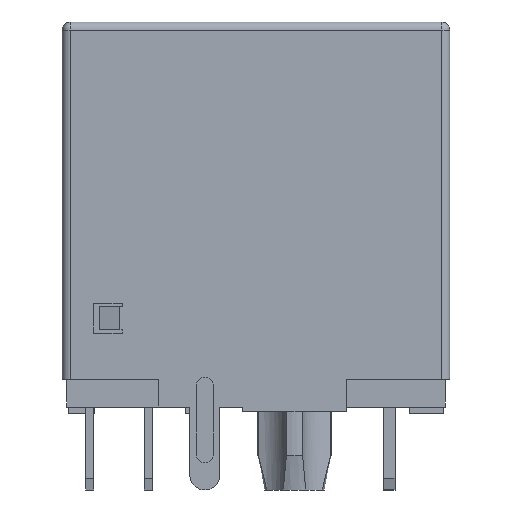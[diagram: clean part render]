
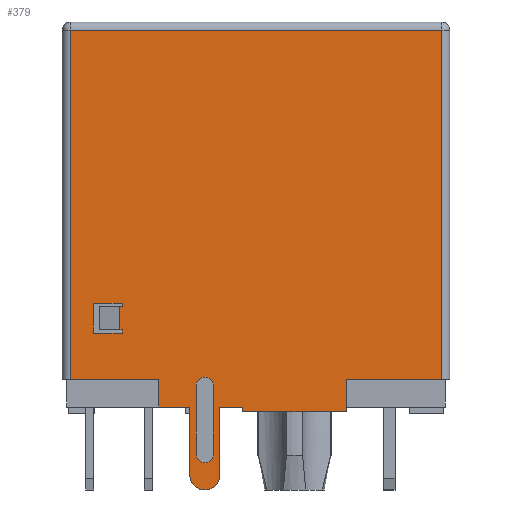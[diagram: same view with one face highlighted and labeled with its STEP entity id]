
A CAD part, left-side view. The second image highlights one B-rep face of the part: STEP entity #379.
In plain terms, the highlighted planar face has unit normal (-1, 0, 0).
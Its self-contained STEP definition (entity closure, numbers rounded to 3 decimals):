
#172=AXIS2_PLACEMENT_3D('Plane Axis2P3D',#169,#170,#171) ;
#213=AXIS2_PLACEMENT_3D('Circle Axis2P3D',#211,#212,$) ;
#299=AXIS2_PLACEMENT_3D('Circle Axis2P3D',#297,#298,$) ;
#313=AXIS2_PLACEMENT_3D('Circle Axis2P3D',#311,#312,$) ;
#134=CARTESIAN_POINT('Line Origine',(0.05,14.25,7.95)) ;
#138=CARTESIAN_POINT('Vertex',(0.05,14.3,7.95)) ;
#140=CARTESIAN_POINT('Vertex',(0.05,14.2,7.95)) ;
#169=CARTESIAN_POINT('Axis2P3D Location',(0.05,16.8,0.)) ;
#174=CARTESIAN_POINT('Line Origine',(0.05,16.45,12.375)) ;
#178=CARTESIAN_POINT('Vertex',(0.05,16.45,4.8)) ;
#180=CARTESIAN_POINT('Vertex',(0.05,16.45,19.95)) ;
#183=CARTESIAN_POINT('Line Origine',(0.05,14.537,4.8)) ;
#187=CARTESIAN_POINT('Vertex',(0.05,12.625,4.8)) ;
#190=CARTESIAN_POINT('Line Origine',(0.05,12.625,4.2)) ;
#194=CARTESIAN_POINT('Vertex',(0.05,12.625,3.6)) ;
#197=CARTESIAN_POINT('Line Origine',(0.05,11.948,3.6)) ;
#201=CARTESIAN_POINT('Vertex',(0.05,11.27,3.6)) ;
#204=CARTESIAN_POINT('Line Origine',(0.05,11.27,2.125)) ;
#208=CARTESIAN_POINT('Vertex',(0.05,11.27,0.65)) ;
#211=CARTESIAN_POINT('Axis2P3D Location',(0.05,10.62,0.65)) ;
#215=CARTESIAN_POINT('Vertex',(0.05,9.97,0.65)) ;
#218=CARTESIAN_POINT('Line Origine',(0.05,9.97,2.125)) ;
#222=CARTESIAN_POINT('Vertex',(0.05,9.97,3.6)) ;
#225=CARTESIAN_POINT('Line Origine',(0.05,9.475,3.6)) ;
#229=CARTESIAN_POINT('Vertex',(0.05,8.98,3.6)) ;
#232=CARTESIAN_POINT('Line Origine',(0.05,8.98,3.5)) ;
#236=CARTESIAN_POINT('Vertex',(0.05,8.98,3.4)) ;
#239=CARTESIAN_POINT('Line Origine',(0.05,6.73,3.4)) ;
#243=CARTESIAN_POINT('Vertex',(0.05,4.48,3.4)) ;
#246=CARTESIAN_POINT('Line Origine',(0.05,4.48,4.1)) ;
#250=CARTESIAN_POINT('Vertex',(0.05,4.48,4.8)) ;
#253=CARTESIAN_POINT('Line Origine',(0.05,2.415,4.8)) ;
#257=CARTESIAN_POINT('Vertex',(0.05,0.35,4.8)) ;
#260=CARTESIAN_POINT('Line Origine',(0.05,0.35,12.375)) ;
#264=CARTESIAN_POINT('Vertex',(0.05,0.35,19.95)) ;
#267=CARTESIAN_POINT('Line Origine',(0.05,8.4,19.95)) ;
#288=CARTESIAN_POINT('Line Origine',(0.05,10.995,3.04)) ;
#292=CARTESIAN_POINT('Vertex',(0.05,10.995,4.525)) ;
#294=CARTESIAN_POINT('Vertex',(0.05,10.995,1.555)) ;
#297=CARTESIAN_POINT('Axis2P3D Location',(0.05,10.62,4.525)) ;
#301=CARTESIAN_POINT('Vertex',(0.05,10.245,4.525)) ;
#304=CARTESIAN_POINT('Line Origine',(0.05,10.245,3.04)) ;
#308=CARTESIAN_POINT('Vertex',(0.05,10.245,1.555)) ;
#311=CARTESIAN_POINT('Axis2P3D Location',(0.05,10.62,1.555)) ;
#322=CARTESIAN_POINT('Line Origine',(0.05,14.3,7.45)) ;
#326=CARTESIAN_POINT('Vertex',(0.05,14.3,6.95)) ;
#329=CARTESIAN_POINT('Line Origine',(0.05,14.25,6.95)) ;
#333=CARTESIAN_POINT('Vertex',(0.05,14.2,6.95)) ;
#336=CARTESIAN_POINT('Line Origine',(0.05,14.2,6.875)) ;
#340=CARTESIAN_POINT('Vertex',(0.05,14.2,6.8)) ;
#343=CARTESIAN_POINT('Line Origine',(0.05,14.825,6.8)) ;
#347=CARTESIAN_POINT('Vertex',(0.05,15.45,6.8)) ;
#350=CARTESIAN_POINT('Line Origine',(0.05,15.45,7.45)) ;
#354=CARTESIAN_POINT('Vertex',(0.05,15.45,8.1)) ;
#357=CARTESIAN_POINT('Line Origine',(0.05,14.825,8.1)) ;
#361=CARTESIAN_POINT('Vertex',(0.05,14.2,8.1)) ;
#364=CARTESIAN_POINT('Line Origine',(0.05,14.2,8.025)) ;
#135=DIRECTION('Vector Direction',(0.,1.,0.)) ;
#170=DIRECTION('Axis2P3D Direction',(-1.,0.,0.)) ;
#171=DIRECTION('Axis2P3D XDirection',(0.,-1.,0.)) ;
#175=DIRECTION('Vector Direction',(0.,0.,1.)) ;
#184=DIRECTION('Vector Direction',(0.,-1.,0.)) ;
#191=DIRECTION('Vector Direction',(0.,0.,1.)) ;
#198=DIRECTION('Vector Direction',(0.,-1.,0.)) ;
#205=DIRECTION('Vector Direction',(0.,0.,1.)) ;
#212=DIRECTION('Axis2P3D Direction',(-1.,0.,0.)) ;
#219=DIRECTION('Vector Direction',(0.,0.,-1.)) ;
#226=DIRECTION('Vector Direction',(0.,-1.,0.)) ;
#233=DIRECTION('Vector Direction',(0.,0.,1.)) ;
#240=DIRECTION('Vector Direction',(0.,-1.,0.)) ;
#247=DIRECTION('Vector Direction',(0.,0.,1.)) ;
#254=DIRECTION('Vector Direction',(0.,1.,0.)) ;
#261=DIRECTION('Vector Direction',(0.,0.,1.)) ;
#268=DIRECTION('Vector Direction',(0.,-1.,0.)) ;
#289=DIRECTION('Vector Direction',(0.,0.,1.)) ;
#298=DIRECTION('Axis2P3D Direction',(-1.,0.,0.)) ;
#305=DIRECTION('Vector Direction',(0.,0.,-1.)) ;
#312=DIRECTION('Axis2P3D Direction',(-1.,0.,0.)) ;
#323=DIRECTION('Vector Direction',(0.,0.,1.)) ;
#330=DIRECTION('Vector Direction',(0.,1.,0.)) ;
#337=DIRECTION('Vector Direction',(0.,0.,1.)) ;
#344=DIRECTION('Vector Direction',(0.,-1.,0.)) ;
#351=DIRECTION('Vector Direction',(0.,0.,-1.)) ;
#358=DIRECTION('Vector Direction',(0.,1.,0.)) ;
#365=DIRECTION('Vector Direction',(0.,0.,1.)) ;
#136=VECTOR('Line Direction',#135,1.) ;
#176=VECTOR('Line Direction',#175,1.) ;
#185=VECTOR('Line Direction',#184,1.) ;
#192=VECTOR('Line Direction',#191,1.) ;
#199=VECTOR('Line Direction',#198,1.) ;
#206=VECTOR('Line Direction',#205,1.) ;
#220=VECTOR('Line Direction',#219,1.) ;
#227=VECTOR('Line Direction',#226,1.) ;
#234=VECTOR('Line Direction',#233,1.) ;
#241=VECTOR('Line Direction',#240,1.) ;
#248=VECTOR('Line Direction',#247,1.) ;
#255=VECTOR('Line Direction',#254,1.) ;
#262=VECTOR('Line Direction',#261,1.) ;
#269=VECTOR('Line Direction',#268,1.) ;
#290=VECTOR('Line Direction',#289,1.) ;
#306=VECTOR('Line Direction',#305,1.) ;
#324=VECTOR('Line Direction',#323,1.) ;
#331=VECTOR('Line Direction',#330,1.) ;
#338=VECTOR('Line Direction',#337,1.) ;
#345=VECTOR('Line Direction',#344,1.) ;
#352=VECTOR('Line Direction',#351,1.) ;
#359=VECTOR('Line Direction',#358,1.) ;
#366=VECTOR('Line Direction',#365,1.) ;
#273=ORIENTED_EDGE('',*,*,#182,.F.) ;
#274=ORIENTED_EDGE('',*,*,#189,.T.) ;
#275=ORIENTED_EDGE('',*,*,#196,.F.) ;
#276=ORIENTED_EDGE('',*,*,#203,.T.) ;
#277=ORIENTED_EDGE('',*,*,#210,.T.) ;
#278=ORIENTED_EDGE('',*,*,#217,.T.) ;
#279=ORIENTED_EDGE('',*,*,#224,.T.) ;
#280=ORIENTED_EDGE('',*,*,#231,.T.) ;
#281=ORIENTED_EDGE('',*,*,#238,.F.) ;
#282=ORIENTED_EDGE('',*,*,#245,.T.) ;
#283=ORIENTED_EDGE('',*,*,#252,.T.) ;
#284=ORIENTED_EDGE('',*,*,#259,.F.) ;
#285=ORIENTED_EDGE('',*,*,#266,.T.) ;
#286=ORIENTED_EDGE('',*,*,#271,.F.) ;
#317=ORIENTED_EDGE('',*,*,#296,.F.) ;
#318=ORIENTED_EDGE('',*,*,#303,.F.) ;
#319=ORIENTED_EDGE('',*,*,#310,.F.) ;
#320=ORIENTED_EDGE('',*,*,#315,.F.) ;
#370=ORIENTED_EDGE('',*,*,#328,.F.) ;
#371=ORIENTED_EDGE('',*,*,#335,.T.) ;
#372=ORIENTED_EDGE('',*,*,#342,.F.) ;
#373=ORIENTED_EDGE('',*,*,#349,.F.) ;
#374=ORIENTED_EDGE('',*,*,#356,.F.) ;
#375=ORIENTED_EDGE('',*,*,#363,.F.) ;
#376=ORIENTED_EDGE('',*,*,#368,.F.) ;
#377=ORIENTED_EDGE('',*,*,#142,.F.) ;
#321=FACE_BOUND('',#316,.T.) ;
#378=FACE_BOUND('',#369,.T.) ;
#379=ADVANCED_FACE('Hauptkoerper',(#287,#321,#378),#173,.T.) ;
#214=CIRCLE('generated circle',#213,0.65) ;
#300=CIRCLE('generated circle',#299,0.375) ;
#314=CIRCLE('generated circle',#313,0.375) ;
#142=EDGE_CURVE('',#139,#141,#137,.F.) ;
#182=EDGE_CURVE('',#179,#181,#177,.T.) ;
#189=EDGE_CURVE('',#179,#188,#186,.T.) ;
#196=EDGE_CURVE('',#195,#188,#193,.T.) ;
#203=EDGE_CURVE('',#195,#202,#200,.T.) ;
#210=EDGE_CURVE('',#202,#209,#207,.F.) ;
#217=EDGE_CURVE('',#209,#216,#214,.T.) ;
#224=EDGE_CURVE('',#216,#223,#221,.F.) ;
#231=EDGE_CURVE('',#223,#230,#228,.T.) ;
#238=EDGE_CURVE('',#237,#230,#235,.T.) ;
#245=EDGE_CURVE('',#237,#244,#242,.T.) ;
#252=EDGE_CURVE('',#244,#251,#249,.T.) ;
#259=EDGE_CURVE('',#258,#251,#256,.T.) ;
#266=EDGE_CURVE('',#258,#265,#263,.T.) ;
#271=EDGE_CURVE('',#181,#265,#270,.T.) ;
#296=EDGE_CURVE('',#293,#295,#291,.F.) ;
#303=EDGE_CURVE('',#302,#293,#300,.T.) ;
#310=EDGE_CURVE('',#309,#302,#307,.F.) ;
#315=EDGE_CURVE('',#295,#309,#314,.T.) ;
#328=EDGE_CURVE('',#327,#139,#325,.T.) ;
#335=EDGE_CURVE('',#327,#334,#332,.F.) ;
#342=EDGE_CURVE('',#341,#334,#339,.T.) ;
#349=EDGE_CURVE('',#348,#341,#346,.T.) ;
#356=EDGE_CURVE('',#355,#348,#353,.T.) ;
#363=EDGE_CURVE('',#362,#355,#360,.T.) ;
#368=EDGE_CURVE('',#141,#362,#367,.T.) ;
#272=EDGE_LOOP('',(#273,#274,#275,#276,#277,#278,#279,#280,#281,#282,#283,#284,#285,#286)) ;
#316=EDGE_LOOP('',(#317,#318,#319,#320)) ;
#369=EDGE_LOOP('',(#370,#371,#372,#373,#374,#375,#376,#377)) ;
#287=FACE_OUTER_BOUND('',#272,.T.) ;
#137=LINE('Line',#134,#136) ;
#177=LINE('Line',#174,#176) ;
#186=LINE('Line',#183,#185) ;
#193=LINE('Line',#190,#192) ;
#200=LINE('Line',#197,#199) ;
#207=LINE('Line',#204,#206) ;
#221=LINE('Line',#218,#220) ;
#228=LINE('Line',#225,#227) ;
#235=LINE('Line',#232,#234) ;
#242=LINE('Line',#239,#241) ;
#249=LINE('Line',#246,#248) ;
#256=LINE('Line',#253,#255) ;
#263=LINE('Line',#260,#262) ;
#270=LINE('Line',#267,#269) ;
#291=LINE('Line',#288,#290) ;
#307=LINE('Line',#304,#306) ;
#325=LINE('Line',#322,#324) ;
#332=LINE('Line',#329,#331) ;
#339=LINE('Line',#336,#338) ;
#346=LINE('Line',#343,#345) ;
#353=LINE('Line',#350,#352) ;
#360=LINE('Line',#357,#359) ;
#367=LINE('Line',#364,#366) ;
#173=PLANE('',#172) ;
#139=VERTEX_POINT('',#138) ;
#141=VERTEX_POINT('',#140) ;
#179=VERTEX_POINT('',#178) ;
#181=VERTEX_POINT('',#180) ;
#188=VERTEX_POINT('',#187) ;
#195=VERTEX_POINT('',#194) ;
#202=VERTEX_POINT('',#201) ;
#209=VERTEX_POINT('',#208) ;
#216=VERTEX_POINT('',#215) ;
#223=VERTEX_POINT('',#222) ;
#230=VERTEX_POINT('',#229) ;
#237=VERTEX_POINT('',#236) ;
#244=VERTEX_POINT('',#243) ;
#251=VERTEX_POINT('',#250) ;
#258=VERTEX_POINT('',#257) ;
#265=VERTEX_POINT('',#264) ;
#293=VERTEX_POINT('',#292) ;
#295=VERTEX_POINT('',#294) ;
#302=VERTEX_POINT('',#301) ;
#309=VERTEX_POINT('',#308) ;
#327=VERTEX_POINT('',#326) ;
#334=VERTEX_POINT('',#333) ;
#341=VERTEX_POINT('',#340) ;
#348=VERTEX_POINT('',#347) ;
#355=VERTEX_POINT('',#354) ;
#362=VERTEX_POINT('',#361) ;
